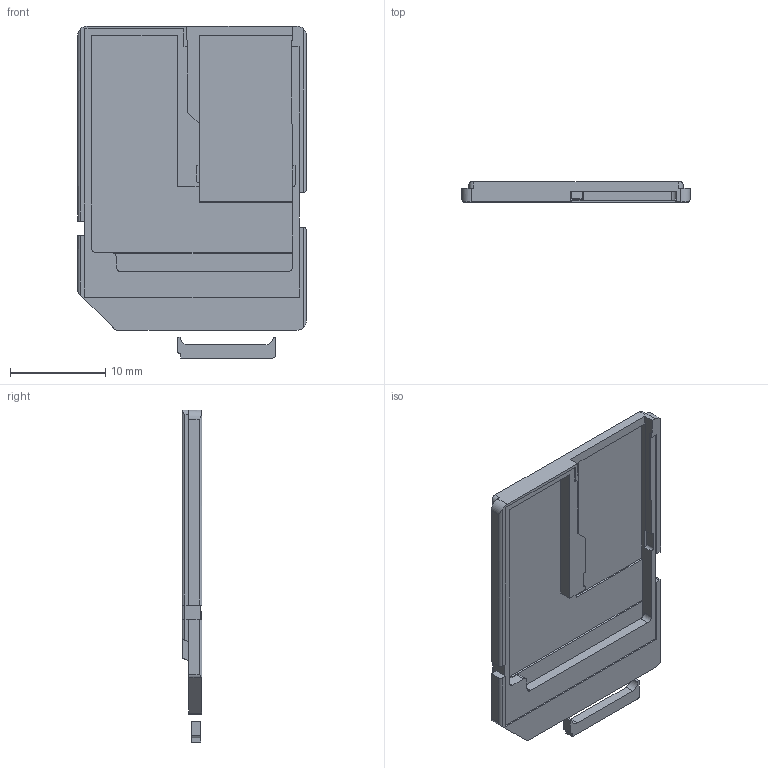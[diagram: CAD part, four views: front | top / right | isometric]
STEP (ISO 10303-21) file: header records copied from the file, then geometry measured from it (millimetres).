
FILE_DESCRIPTION(/* description */ (''),/* implementation_level */ '2;1');
FILE_NAME(/* name */ 'virtualGimbal_sdcard_rev.4.2.step',/* time_stamp */ '2019-08-11T18:10:10+09:00',/* author */ (''),/* organization */ (''),/* preprocessor_version */ 'ST-DEVELOPER v18',/* originating_system */ 'Autodesk Translation Framework v8.2.0.1029',/* authorisation */ '');
FILE_SCHEMA (('AUTOMOTIVE_DESIGN { 1 0 10303 214 3 1 1 }'));
Length unit declared in the file: millimetre
Products named in the file (2): rev. 4.2; コンポーネント3
Assembly tree (1 placements, depth 2):
  rev. 4.2
    コンポーネント3
Bounding box: 24 x 2.1 x 34.9 mm (x, y, z)
Volume: 674.8 mm3; surface area: 1973.8 mm2
Topology: 2 solids, 2 shells, 122 faces, 344 edges, 224 vertices
Faces by surface type: plane 84, cylinder 34, torus 2, cone 2
Entity records: 4040 total; most frequent: CARTESIAN_POINT 776, ORIENTED_EDGE 688, DIRECTION 639, EDGE_CURVE 344, LINE 269, VECTOR 269, VERTEX_POINT 224, AXIS2_PLACEMENT_3D 185
